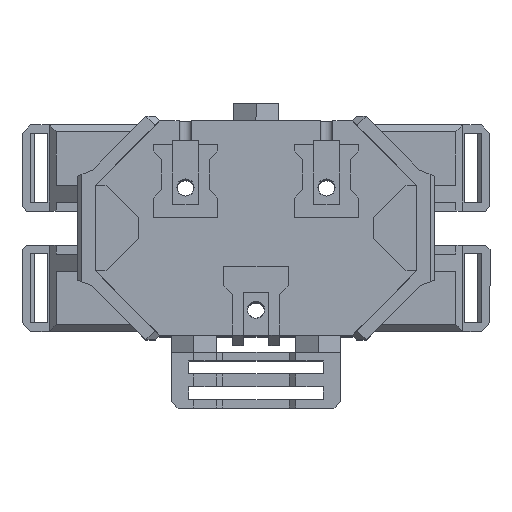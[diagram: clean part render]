
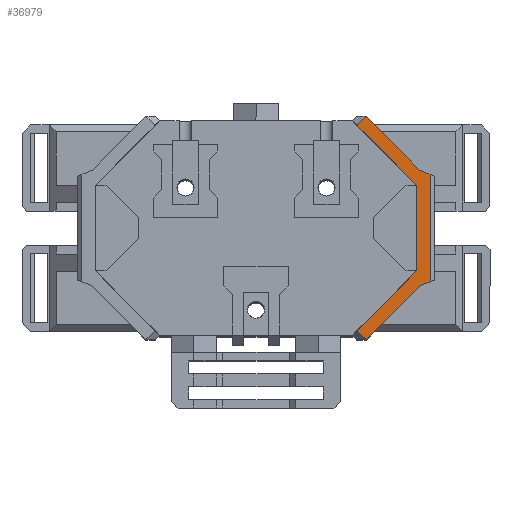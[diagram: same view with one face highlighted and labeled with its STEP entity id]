
A CAD part, top view. The second image highlights one B-rep face of the part: STEP entity #36979.
In plain terms, the highlighted planar face has unit normal (0, 0, 1).
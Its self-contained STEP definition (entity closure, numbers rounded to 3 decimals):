
#3073=FACE_OUTER_BOUND('',#5387,.T.);
#5387=EDGE_LOOP('',(#27687,#27688,#27689,#27690,#27691,#27692,#27693,#27694,
#27695,#27696));
#8400=LINE('',#56963,#12494);
#8415=LINE('',#56996,#12509);
#8433=LINE('',#57034,#12527);
#8440=LINE('',#57046,#12534);
#8449=LINE('',#57064,#12543);
#8452=LINE('',#57070,#12546);
#8461=LINE('',#57088,#12555);
#8462=LINE('',#57090,#12556);
#8463=LINE('',#57092,#12557);
#8464=LINE('',#57093,#12558);
#12494=VECTOR('',#44572,10.);
#12509=VECTOR('',#44593,10.);
#12527=VECTOR('',#44619,10.);
#12534=VECTOR('',#44628,10.);
#12543=VECTOR('',#44641,10.);
#12546=VECTOR('',#44646,10.);
#12555=VECTOR('',#44661,10.);
#12556=VECTOR('',#44662,10.);
#12557=VECTOR('',#44663,10.);
#12558=VECTOR('',#44664,10.);
#16428=VERTEX_POINT('',#56956);
#16431=VERTEX_POINT('',#56961);
#16446=VERTEX_POINT('',#56995);
#16461=VERTEX_POINT('',#57031);
#16462=VERTEX_POINT('',#57033);
#16473=VERTEX_POINT('',#57063);
#16475=VERTEX_POINT('',#57069);
#16481=VERTEX_POINT('',#57087);
#16482=VERTEX_POINT('',#57089);
#16483=VERTEX_POINT('',#57091);
#20530=EDGE_CURVE('',#16431,#16428,#8400,.T.);
#20546=EDGE_CURVE('',#16428,#16446,#8415,.T.);
#20564=EDGE_CURVE('',#16462,#16461,#8433,.T.);
#20571=EDGE_CURVE('',#16462,#16431,#8440,.T.);
#20580=EDGE_CURVE('',#16473,#16446,#8449,.T.);
#20583=EDGE_CURVE('',#16473,#16475,#8452,.T.);
#20592=EDGE_CURVE('',#16481,#16461,#8461,.T.);
#20593=EDGE_CURVE('',#16481,#16482,#8462,.T.);
#20594=EDGE_CURVE('',#16483,#16482,#8463,.T.);
#20595=EDGE_CURVE('',#16483,#16475,#8464,.T.);
#27687=ORIENTED_EDGE('',*,*,#20530,.F.);
#27688=ORIENTED_EDGE('',*,*,#20571,.F.);
#27689=ORIENTED_EDGE('',*,*,#20564,.T.);
#27690=ORIENTED_EDGE('',*,*,#20592,.F.);
#27691=ORIENTED_EDGE('',*,*,#20593,.T.);
#27692=ORIENTED_EDGE('',*,*,#20594,.F.);
#27693=ORIENTED_EDGE('',*,*,#20595,.T.);
#27694=ORIENTED_EDGE('',*,*,#20583,.F.);
#27695=ORIENTED_EDGE('',*,*,#20580,.T.);
#27696=ORIENTED_EDGE('',*,*,#20546,.F.);
#35198=PLANE('',#39466);
#36979=ADVANCED_FACE('',(#3073),#35198,.T.);
#39466=AXIS2_PLACEMENT_3D('',#57086,#44659,#44660);
#44572=DIRECTION('',(-0.087,-0.996,0.));
#44593=DIRECTION('',(-0.954,-0.301,0.));
#44619=DIRECTION('',(-0.643,0.766,0.));
#44628=DIRECTION('',(0.887,-0.462,0.));
#44641=DIRECTION('',(0.766,0.643,0.));
#44646=DIRECTION('',(-0.643,0.766,0.));
#44659=DIRECTION('center_axis',(0.,0.,
1.));
#44660=DIRECTION('ref_axis',(-0.996,0.087,0.));
#44661=DIRECTION('',(0.766,0.643,0.));
#44662=DIRECTION('',(0.643,-0.766,0.));
#44663=DIRECTION('',(0.087,0.996,0.));
#44664=DIRECTION('',(-0.766,-0.643,0.));
#56956=CARTESIAN_POINT('',(1.874,8.972,75.));
#56961=CARTESIAN_POINT('',(4.059,33.947,75.));
#56963=CARTESIAN_POINT('',(2.967,21.46,75.));
#56995=CARTESIAN_POINT('',(-0.618,8.186,75.));
#56996=CARTESIAN_POINT('',(-0.415,8.25,75.));
#57031=CARTESIAN_POINT('',(-9.644,48.723,75.));
#57033=CARTESIAN_POINT('',(1.741,35.154,75.));
#57034=CARTESIAN_POINT('',(3.027,33.622,75.));
#57046=CARTESIAN_POINT('',(1.93,35.056,75.));
#57063=CARTESIAN_POINT('',(-14.187,-3.2,75.));
#57064=CARTESIAN_POINT('',(-15.336,-4.164,75.));
#57069=CARTESIAN_POINT('',(-16.115,-0.902,75.));
#57070=CARTESIAN_POINT('',(-18.887,2.402,75.));
#57086=CARTESIAN_POINT('Origin',(-6.558,22.293,75.));
#57087=CARTESIAN_POINT('',(-11.943,46.795,75.));
#57088=CARTESIAN_POINT('',(-16.395,43.059,75.));
#57089=CARTESIAN_POINT('',(0.729,31.694,75.));
#57090=CARTESIAN_POINT('',(-12.907,47.944,75.));
#57091=CARTESIAN_POINT('',(-1.014,11.77,75.));
#57092=CARTESIAN_POINT('',(-1.014,11.77,75.));
#57093=CARTESIAN_POINT('',(-1.014,11.77,75.));
